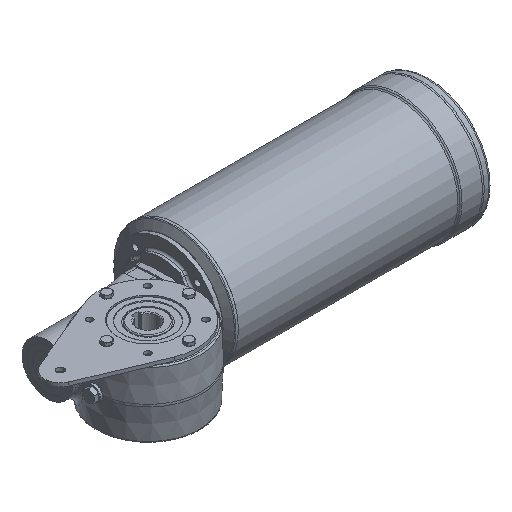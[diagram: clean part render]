
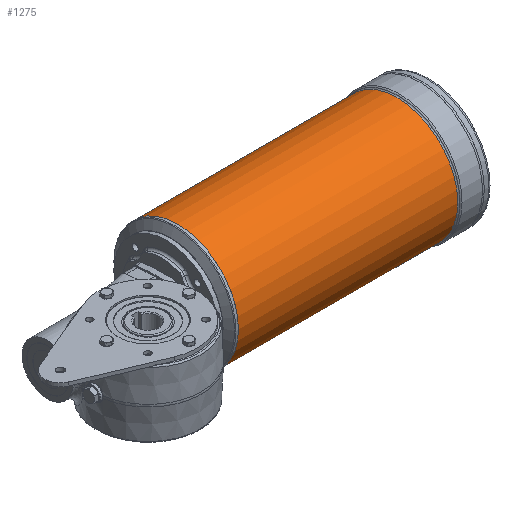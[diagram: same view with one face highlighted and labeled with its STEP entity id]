
A CAD part, isometric view. The second image highlights one B-rep face of the part: STEP entity #1275.
In plain terms, the highlighted cylindrical face has radius 69.5 mm (diameter 139 mm), a full revolution.
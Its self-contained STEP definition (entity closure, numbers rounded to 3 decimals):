
#1275 = ADVANCED_FACE( '', ( #2896, #2897 ), #2898, .T. );
#2896 = FACE_OUTER_BOUND( '', #7367, .T. );
#2897 = FACE_OUTER_BOUND( '', #7368, .T. );
#2898 = CYLINDRICAL_SURFACE( '', #7369, 69.5 );
#7367 = EDGE_LOOP( '', ( #11412 ) );
#7368 = EDGE_LOOP( '', ( #11413 ) );
#7369 = AXIS2_PLACEMENT_3D( '', #11414, #11415, #11416 );
#11412 = ORIENTED_EDGE( '', *, *, #14032, .T. );
#11413 = ORIENTED_EDGE( '', *, *, #13702, .T. );
#11414 = CARTESIAN_POINT( '', ( 244.168, 50., 0. ) );
#11415 = DIRECTION( '', ( -1., 0., 0. ) );
#11416 = DIRECTION( '', ( 0., 1., 0. ) );
#13702 = EDGE_CURVE( '', #15730, #15730, #15731, .T. );
#14032 = EDGE_CURVE( '', #16179, #16179, #16180, .F. );
#15730 = VERTEX_POINT( '', #20029 );
#15731 = CIRCLE( '', #20030, 69.5 );
#16179 = VERTEX_POINT( '', #21162 );
#16180 = CIRCLE( '', #21163, 69.5 );
#20029 = CARTESIAN_POINT( '', ( 84., 119.5, 0. ) );
#20030 = AXIS2_PLACEMENT_3D( '', #22871, #22872, #22873 );
#21162 = CARTESIAN_POINT( '', ( 334.672, 119.5, 0. ) );
#21163 = AXIS2_PLACEMENT_3D( '', #23211, #23212, #23213 );
#22871 = CARTESIAN_POINT( '', ( 84., 50., 0. ) );
#22872 = DIRECTION( '', ( 1., 0., 0. ) );
#22873 = DIRECTION( '', ( 0., 1., 0. ) );
#23211 = CARTESIAN_POINT( '', ( 334.672, 50., 0. ) );
#23212 = DIRECTION( '', ( 1., 0., 0. ) );
#23213 = DIRECTION( '', ( 0., 1., 0. ) );
